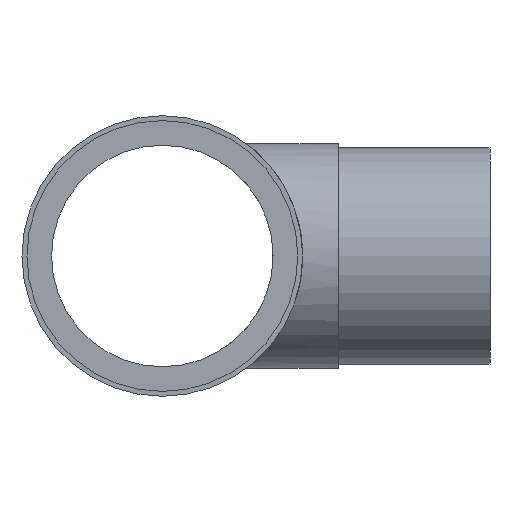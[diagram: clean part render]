
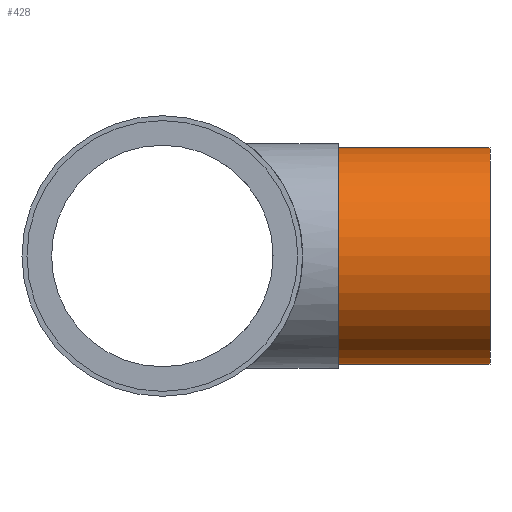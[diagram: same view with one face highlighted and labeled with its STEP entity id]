
A CAD part, front view. The second image highlights one B-rep face of the part: STEP entity #428.
In plain terms, the highlighted cylindrical face has radius 80 mm (diameter 160 mm), a full revolution.
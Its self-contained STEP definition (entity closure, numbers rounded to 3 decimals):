
#387=CARTESIAN_POINT('',(130.,80.,0.));
#388=VERTEX_POINT('',#387);
#389=CARTESIAN_POINT('',(130.,0.,0.));
#390=DIRECTION('',(1.,0.,0.));
#391=DIRECTION('',(0.,1.,0.));
#392=AXIS2_PLACEMENT_3D('',#389,#390,#391);
#393=CIRCLE('',#392,80.);
#394=EDGE_CURVE('',#388,#388,#393,.T.);
#404=CARTESIAN_POINT('',(242.,80.,0.));
#405=VERTEX_POINT('',#404);
#406=CARTESIAN_POINT('',(242.,0.,0.));
#407=DIRECTION('',(1.,0.,0.));
#408=DIRECTION('',(0.,1.,0.));
#409=AXIS2_PLACEMENT_3D('',#406,#407,#408);
#410=CIRCLE('',#409,80.);
#411=EDGE_CURVE('',#405,#405,#410,.T.);
#412=ORIENTED_EDGE('',*,*,#411,.F.);
#413=CARTESIAN_POINT('',(186.,80.,0.));
#414=DIRECTION('',(1.,0.,0.));
#415=VECTOR('',#414,80.);
#416=LINE('',#413,#415);
#417=EDGE_CURVE('',#388,#405,#416,.T.);
#418=ORIENTED_EDGE('',*,*,#417,.F.);
#419=ORIENTED_EDGE('',*,*,#394,.T.);
#420=ORIENTED_EDGE('',*,*,#417,.T.);
#421=EDGE_LOOP('',(#412,#418,#419,#420));
#422=FACE_OUTER_BOUND('',#421,.T.);
#423=CARTESIAN_POINT('',(186.,0.,0.));
#424=DIRECTION('',(1.,0.,0.));
#425=DIRECTION('',(0.,1.,0.));
#426=AXIS2_PLACEMENT_3D('',#423,#424,#425);
#427=CYLINDRICAL_SURFACE('',#426,80.);
#428=ADVANCED_FACE('',(#422),#427,.T.);
